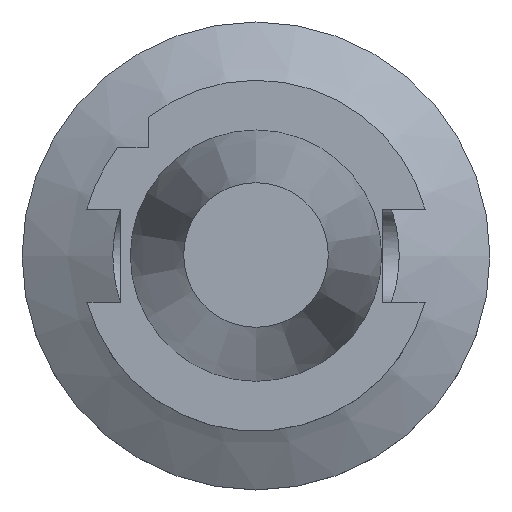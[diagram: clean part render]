
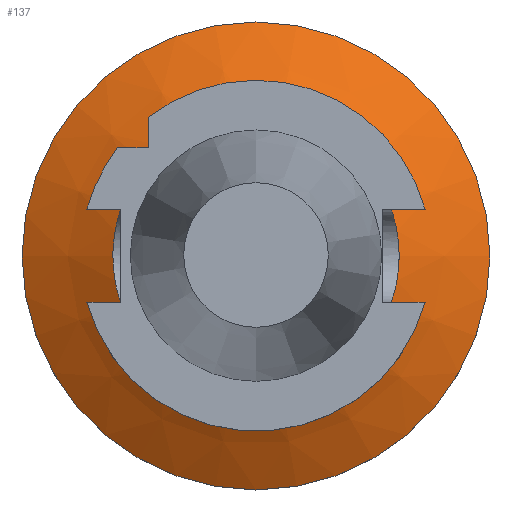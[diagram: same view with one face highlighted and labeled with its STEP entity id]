
A CAD part, top view. The second image highlights one B-rep face of the part: STEP entity #137.
In plain terms, the highlighted conical face has half-angle 60 degrees and reference radius 52.375 mm.
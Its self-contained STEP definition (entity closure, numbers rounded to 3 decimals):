
#57=FACE_BOUND('',#238,.T.);
#58=FACE_BOUND('',#239,.T.);
#92=CONICAL_SURFACE('',#904,52.375,60.);
#137=ADVANCED_FACE('',(#57,#58),#92,.T.);
#238=EDGE_LOOP('',(#517));
#239=EDGE_LOOP('',(#518));
#517=ORIENTED_EDGE('',*,*,#765,.F.);
#518=ORIENTED_EDGE('',*,*,#766,.F.);
#663=VERTEX_POINT('',#1420);
#664=VERTEX_POINT('',#1422);
#765=EDGE_CURVE('',#663,#663,#810,.T.);
#766=EDGE_CURVE('',#664,#664,#811,.T.);
#810=CIRCLE('',#902,65.);
#811=CIRCLE('',#903,39.75);
#902=AXIS2_PLACEMENT_3D('',#1419,#1107,#1108);
#903=AXIS2_PLACEMENT_3D('',#1421,#1109,#1110);
#904=AXIS2_PLACEMENT_3D('',#1423,#1111,#1112);
#1107=DIRECTION('',(0.,0.,-1.));
#1108=DIRECTION('',(1.,0.,0.));
#1109=DIRECTION('',(0.,0.,1.));
#1110=DIRECTION('',(-1.,0.,0.));
#1111=DIRECTION('',(0.,0.,-1.));
#1112=DIRECTION('',(-1.,0.,0.));
#1419=CARTESIAN_POINT('',(0.,0.,-49.578));
#1420=CARTESIAN_POINT('',(65.,0.,-49.578));
#1421=CARTESIAN_POINT('',(0.,0.,-35.));
#1422=CARTESIAN_POINT('',(-39.75,0.,-35.));
#1423=CARTESIAN_POINT('',(0.,0.,-42.289));
